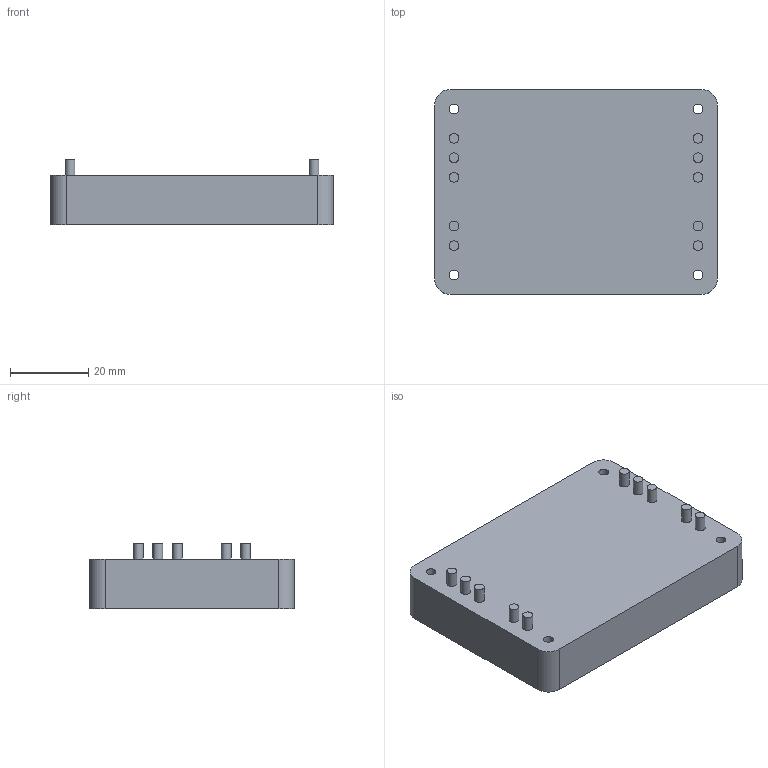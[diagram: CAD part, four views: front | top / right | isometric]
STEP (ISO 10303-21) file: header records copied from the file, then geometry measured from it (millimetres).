
FILE_DESCRIPTION(('STEP AP214'), '1');
FILE_NAME('Ìäì50', '2017-10-05T13:28:52', ('user'), (''), 'ASCON STEP Converter 1.3', 'ASCON Math Kernel', '');
FILE_SCHEMA(('AUTOMOTIVE_DESIGN { 1 0 10303 214 3 1 1}'));
Length unit declared in the file: millimetre
Bounding box: 72.5 x 52.5 x 16.7 mm (x, y, z)
Volume: 48111.9 mm3; surface area: 11346.7 mm2
Topology: 1 solids, 1 shells, 34 faces, 66 edges, 44 vertices
Faces by surface type: cylinder 18, plane 16
Full cylindrical faces by diameter (mm): 2.5 x14
Entity records: 1148 total; most frequent: DIRECTION 158, CARTESIAN_POINT 131, ORIENTED_EDGE 104, AXIS2_PLACEMENT_3D 71, EDGE_LOOP 66, EDGE_CURVE 52, VERTEX_POINT 44, FACE_BOUND 38
